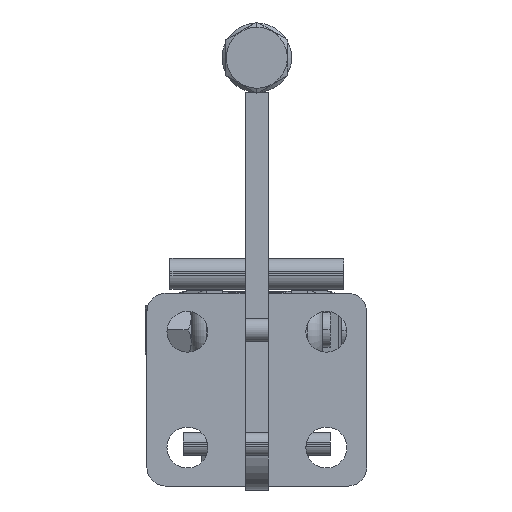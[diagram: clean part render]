
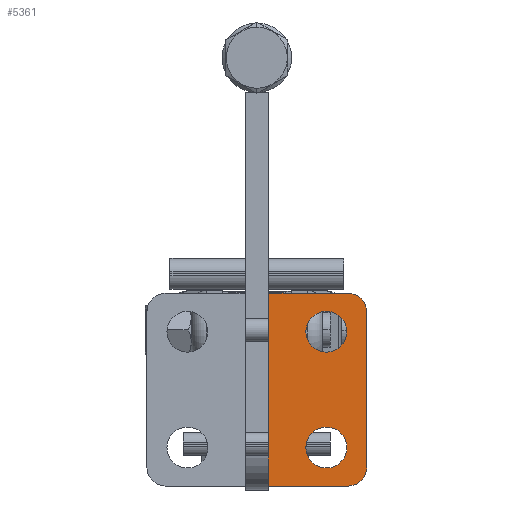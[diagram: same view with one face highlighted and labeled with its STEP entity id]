
A CAD part, front view. The second image highlights one B-rep face of the part: STEP entity #5361.
In plain terms, the highlighted planar face has unit normal (0, -1, 0).
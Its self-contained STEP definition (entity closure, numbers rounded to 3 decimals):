
#80 = DIRECTION ( 'NONE',  ( 0., 0., 1. ) ) ;
#150 = AXIS2_PLACEMENT_3D ( 'NONE', #7334, #19158, #9020 ) ;
#473 = LINE ( 'NONE', #5903, #13327 ) ;
#573 = FACE_BOUND ( 'NONE', #8369, .T. ) ;
#780 = CARTESIAN_POINT ( 'NONE',  ( 18., 0., -4.7 ) ) ;
#1275 = AXIS2_PLACEMENT_3D ( 'NONE', #5733, #17518, #7407 ) ;
#1621 = CARTESIAN_POINT ( 'NONE',  ( 18., 0., -34.7 ) ) ;
#1768 = DIRECTION ( 'NONE',  ( -1., 0., 0. ) ) ;
#1830 = CARTESIAN_POINT ( 'NONE',  ( 3., 0., -50. ) ) ;
#1973 = AXIS2_PLACEMENT_3D ( 'NONE', #4839, #14948, #3159 ) ;
#2077 = PLANE ( 'NONE',  #18857 ) ;
#2161 = ORIENTED_EDGE ( 'NONE', *, *, #17356, .T. ) ;
#2485 = EDGE_CURVE ( 'NONE', #12404, #17130, #21304, .T. ) ;
#2590 = VERTEX_POINT ( 'NONE', #20972 ) ;
#2617 = CIRCLE ( 'NONE', #1275, 5. ) ;
#2812 = EDGE_CURVE ( 'NONE', #6816, #7831, #3645, .T. ) ;
#2869 = VECTOR ( 'NONE', #7821, 1000. ) ;
#3053 = LINE ( 'NONE', #12159, #6968 ) ;
#3159 = DIRECTION ( 'NONE',  ( 0., 0., 1. ) ) ;
#3645 = CIRCLE ( 'NONE', #1973, 5.3 ) ;
#3783 = DIRECTION ( 'NONE',  ( -1., 0., 0. ) ) ;
#3844 = DIRECTION ( 'NONE',  ( -1., 0., 0. ) ) ;
#4141 = VERTEX_POINT ( 'NONE', #17845 ) ;
#4495 = FACE_OUTER_BOUND ( 'NONE', #5894, .T. ) ;
#4710 = ORIENTED_EDGE ( 'NONE', *, *, #7333, .T. ) ;
#4839 = CARTESIAN_POINT ( 'NONE',  ( 18., 0., -10. ) ) ;
#4924 = AXIS2_PLACEMENT_3D ( 'NONE', #16747, #6636, #18447 ) ;
#5361 = ADVANCED_FACE ( 'NONE', ( #573, #13444, #4495 ), #2077, .F. ) ;
#5516 = CARTESIAN_POINT ( 'NONE',  ( 23.5, 0., -5. ) ) ;
#5671 = LINE ( 'NONE', #16833, #14108 ) ;
#5733 = CARTESIAN_POINT ( 'NONE',  ( 23.5, 0., -45. ) ) ;
#5894 = EDGE_LOOP ( 'NONE', ( #14313, #11579, #2161, #9636, #7412, #6670, #13379, #11726 ) ) ;
#5903 = CARTESIAN_POINT ( 'NONE',  ( 7.6, 0., -50. ) ) ;
#6134 = LINE ( 'NONE', #20338, #10074 ) ;
#6181 = DIRECTION ( 'NONE',  ( 0., 1., 0. ) ) ;
#6636 = DIRECTION ( 'NONE',  ( 0., 1., 0. ) ) ;
#6670 = ORIENTED_EDGE ( 'NONE', *, *, #16993, .F. ) ;
#6816 = VERTEX_POINT ( 'NONE', #780 ) ;
#6968 = VECTOR ( 'NONE', #3783, 1000. ) ;
#7083 = CARTESIAN_POINT ( 'NONE',  ( 28.5, 0., -5. ) ) ;
#7333 = EDGE_CURVE ( 'NONE', #11581, #9453, #16593, .T. ) ;
#7334 = CARTESIAN_POINT ( 'NONE',  ( 18., 0., -40. ) ) ;
#7375 = EDGE_CURVE ( 'NONE', #20334, #2590, #2617, .T. ) ;
#7407 = DIRECTION ( 'NONE',  ( -1., 0., 0. ) ) ;
#7412 = ORIENTED_EDGE ( 'NONE', *, *, #20568, .T. ) ;
#7571 = DIRECTION ( 'NONE',  ( -1., 0., 0. ) ) ;
#7756 = EDGE_CURVE ( 'NONE', #7831, #6816, #21283, .T. ) ;
#7821 = DIRECTION ( 'NONE',  ( 0., 0., -1. ) ) ;
#7831 = VERTEX_POINT ( 'NONE', #20448 ) ;
#7888 = CARTESIAN_POINT ( 'NONE',  ( 23.5, 0., -50. ) ) ;
#8297 = AXIS2_PLACEMENT_3D ( 'NONE', #20237, #10131, #80 ) ;
#8369 = EDGE_LOOP ( 'NONE', ( #14820, #13091 ) ) ;
#8478 = DIRECTION ( 'NONE',  ( 0., 0., -1. ) ) ;
#9020 = DIRECTION ( 'NONE',  ( 0., 0., 1. ) ) ;
#9453 = VERTEX_POINT ( 'NONE', #1621 ) ;
#9582 = CARTESIAN_POINT ( 'NONE',  ( 18., 0., -45.3 ) ) ;
#9636 = ORIENTED_EDGE ( 'NONE', *, *, #15685, .T. ) ;
#9788 = EDGE_LOOP ( 'NONE', ( #11278, #4710 ) ) ;
#10074 = VECTOR ( 'NONE', #10232, 1000. ) ;
#10131 = DIRECTION ( 'NONE',  ( 0., 1., 0. ) ) ;
#10232 = DIRECTION ( 'NONE',  ( -1., 0., 0. ) ) ;
#11278 = ORIENTED_EDGE ( 'NONE', *, *, #12803, .T. ) ;
#11579 = ORIENTED_EDGE ( 'NONE', *, *, #2485, .T. ) ;
#11581 = VERTEX_POINT ( 'NONE', #9582 ) ;
#11726 = ORIENTED_EDGE ( 'NONE', *, *, #7375, .T. ) ;
#12159 = CARTESIAN_POINT ( 'NONE',  ( 3., 0., 0. ) ) ;
#12231 = VECTOR ( 'NONE', #1768, 1000. ) ;
#12404 = VERTEX_POINT ( 'NONE', #7083 ) ;
#12751 = LINE ( 'NONE', #1830, #12231 ) ;
#12803 = EDGE_CURVE ( 'NONE', #9453, #11581, #18734, .T. ) ;
#13091 = ORIENTED_EDGE ( 'NONE', *, *, #7756, .T. ) ;
#13179 = CARTESIAN_POINT ( 'NONE',  ( 23.5, 0., 0. ) ) ;
#13327 = VECTOR ( 'NONE', #7571, 1000. ) ;
#13379 = ORIENTED_EDGE ( 'NONE', *, *, #15162, .F. ) ;
#13444 = FACE_BOUND ( 'NONE', #9788, .T. ) ;
#13827 = EDGE_CURVE ( 'NONE', #12404, #2590, #20776, .T. ) ;
#14108 = VECTOR ( 'NONE', #8478, 1000. ) ;
#14313 = ORIENTED_EDGE ( 'NONE', *, *, #13827, .F. ) ;
#14512 = AXIS2_PLACEMENT_3D ( 'NONE', #5516, #15618, #3844 ) ;
#14706 = CARTESIAN_POINT ( 'NONE',  ( 7.6, 0., -50. ) ) ;
#14820 = ORIENTED_EDGE ( 'NONE', *, *, #2812, .T. ) ;
#14948 = DIRECTION ( 'NONE',  ( 0., 1., 0. ) ) ;
#15146 = CARTESIAN_POINT ( 'NONE',  ( 3., 0., -50. ) ) ;
#15162 = EDGE_CURVE ( 'NONE', #20334, #16589, #12751, .T. ) ;
#15618 = DIRECTION ( 'NONE',  ( 0., -1., 0. ) ) ;
#15685 = EDGE_CURVE ( 'NONE', #4141, #16913, #6134, .T. ) ;
#16253 = CARTESIAN_POINT ( 'NONE',  ( 28.5, 0., -50. ) ) ;
#16273 = DIRECTION ( 'NONE',  ( -1., 0., 0. ) ) ;
#16589 = VERTEX_POINT ( 'NONE', #14706 ) ;
#16593 = CIRCLE ( 'NONE', #150, 5.3 ) ;
#16747 = CARTESIAN_POINT ( 'NONE',  ( 18., 0., -40. ) ) ;
#16833 = CARTESIAN_POINT ( 'NONE',  ( 3., 0., 6.505 ) ) ;
#16913 = VERTEX_POINT ( 'NONE', #18966 ) ;
#16993 = EDGE_CURVE ( 'NONE', #16589, #18924, #473, .T. ) ;
#17130 = VERTEX_POINT ( 'NONE', #13179 ) ;
#17356 = EDGE_CURVE ( 'NONE', #17130, #4141, #3053, .T. ) ;
#17518 = DIRECTION ( 'NONE',  ( 0., -1., 0. ) ) ;
#17845 = CARTESIAN_POINT ( 'NONE',  ( 7.6, 0., 0. ) ) ;
#18447 = DIRECTION ( 'NONE',  ( 0., 0., 1. ) ) ;
#18734 = CIRCLE ( 'NONE', #4924, 5.3 ) ;
#18857 = AXIS2_PLACEMENT_3D ( 'NONE', #19015, #6181, #16273 ) ;
#18924 = VERTEX_POINT ( 'NONE', #15146 ) ;
#18966 = CARTESIAN_POINT ( 'NONE',  ( 3., 0., 0. ) ) ;
#19015 = CARTESIAN_POINT ( 'NONE',  ( 3., 0., -50. ) ) ;
#19158 = DIRECTION ( 'NONE',  ( 0., 1., 0. ) ) ;
#20237 = CARTESIAN_POINT ( 'NONE',  ( 18., 0., -10. ) ) ;
#20334 = VERTEX_POINT ( 'NONE', #7888 ) ;
#20338 = CARTESIAN_POINT ( 'NONE',  ( 7.6, 0., 0. ) ) ;
#20448 = CARTESIAN_POINT ( 'NONE',  ( 18., 0., -15.3 ) ) ;
#20568 = EDGE_CURVE ( 'NONE', #16913, #18924, #5671, .T. ) ;
#20776 = LINE ( 'NONE', #16253, #2869 ) ;
#20972 = CARTESIAN_POINT ( 'NONE',  ( 28.5, 0., -45. ) ) ;
#21283 = CIRCLE ( 'NONE', #8297, 5.3 ) ;
#21304 = CIRCLE ( 'NONE', #14512, 5. ) ;
